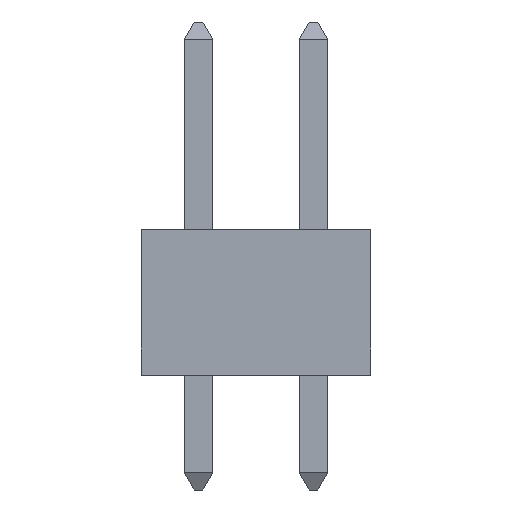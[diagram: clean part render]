
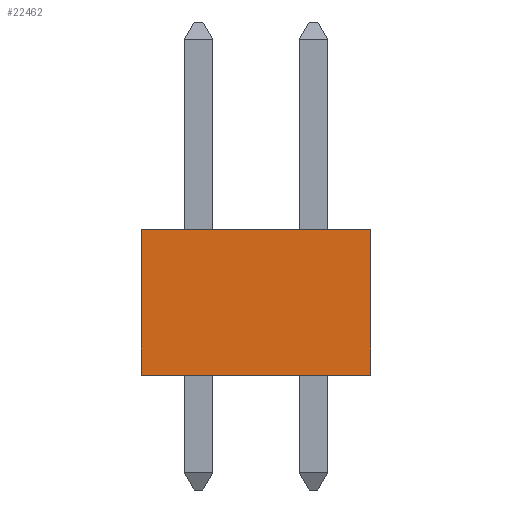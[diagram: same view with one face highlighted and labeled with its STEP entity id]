
A CAD part, left-side view. The second image highlights one B-rep face of the part: STEP entity #22462.
In plain terms, the highlighted planar face has unit normal (-1, 0, 0).
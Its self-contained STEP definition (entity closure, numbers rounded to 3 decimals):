
#22401 = CARTESIAN_POINT ( 'NONE',  ( -1., 3., 0. ) ) ;
#22402 = VERTEX_POINT ( 'NONE', #22401 ) ;
#22409 = CARTESIAN_POINT ( 'NONE',  ( -1., 3., 2.54 ) ) ;
#22410 = VERTEX_POINT ( 'NONE', #22409 ) ;
#22411 = CARTESIAN_POINT ( 'NONE',  ( -1., 3., 2.54 ) ) ;
#22412 = DIRECTION ( 'NONE',  ( 0., 0., -1. ) ) ;
#22413 = VECTOR ( 'NONE', #22412, 1000. ) ;
#22414 = LINE ( 'NONE', #22411, #22413 ) ;
#22415 = EDGE_CURVE ( 'NONE', #22410, #22402, #22414, .T. ) ;
#22432 = CARTESIAN_POINT ( 'NONE',  ( -1., -1., 0. ) ) ;
#22433 = VERTEX_POINT ( 'NONE', #22432 ) ;
#22434 = CARTESIAN_POINT ( 'NONE',  ( -1., -1., 0. ) ) ;
#22435 = DIRECTION ( 'NONE',  ( 0., -1., 0. ) ) ;
#22436 = VECTOR ( 'NONE', #22435, 1000. ) ;
#22437 = LINE ( 'NONE', #22434, #22436 ) ;
#22438 = EDGE_CURVE ( 'NONE', #22402, #22433, #22437, .T. ) ;
#22439 = ORIENTED_EDGE ( 'NONE', *, *, #22438, .T. ) ;
#22440 = CARTESIAN_POINT ( 'NONE',  ( -1., -1., 2.54 ) ) ;
#22441 = VERTEX_POINT ( 'NONE', #22440 ) ;
#22442 = CARTESIAN_POINT ( 'NONE',  ( -1., -1., 2.54 ) ) ;
#22443 = DIRECTION ( 'NONE',  ( 0., 0., -1. ) ) ;
#22444 = VECTOR ( 'NONE', #22443, 1000. ) ;
#22445 = LINE ( 'NONE', #22442, #22444 ) ;
#22446 = EDGE_CURVE ( 'NONE', #22441, #22433, #22445, .T. ) ;
#22447 = ORIENTED_EDGE ( 'NONE', *, *, #22446, .F. ) ;
#22448 = CARTESIAN_POINT ( 'NONE',  ( -1., -1., 2.54 ) ) ;
#22449 = DIRECTION ( 'NONE',  ( 0., -1., 0. ) ) ;
#22450 = VECTOR ( 'NONE', #22449, 1000. ) ;
#22451 = LINE ( 'NONE', #22448, #22450 ) ;
#22452 = EDGE_CURVE ( 'NONE', #22410, #22441, #22451, .T. ) ;
#22453 = ORIENTED_EDGE ( 'NONE', *, *, #22452, .F. ) ;
#22454 = ORIENTED_EDGE ( 'NONE', *, *, #22415, .T. ) ;
#22455 = EDGE_LOOP ( 'NONE', ( #22439, #22447, #22453, #22454 ) ) ;
#22456 = FACE_OUTER_BOUND ( 'NONE', #22455, .T. ) ;
#22457 = CARTESIAN_POINT ( 'NONE',  ( -1., -1., 2.54 ) ) ;
#22458 = DIRECTION ( 'NONE',  ( 1., 0., 0. ) ) ;
#22459 = DIRECTION ( 'NONE',  ( 0., 1., 0. ) ) ;
#22460 = AXIS2_PLACEMENT_3D ( 'NONE', #22457, #22458, #22459 ) ;
#22461 = PLANE ( 'NONE', #22460 ) ;
#22462 = ADVANCED_FACE ( 'NONE', ( #22456 ), #22461, .F. ) ;
